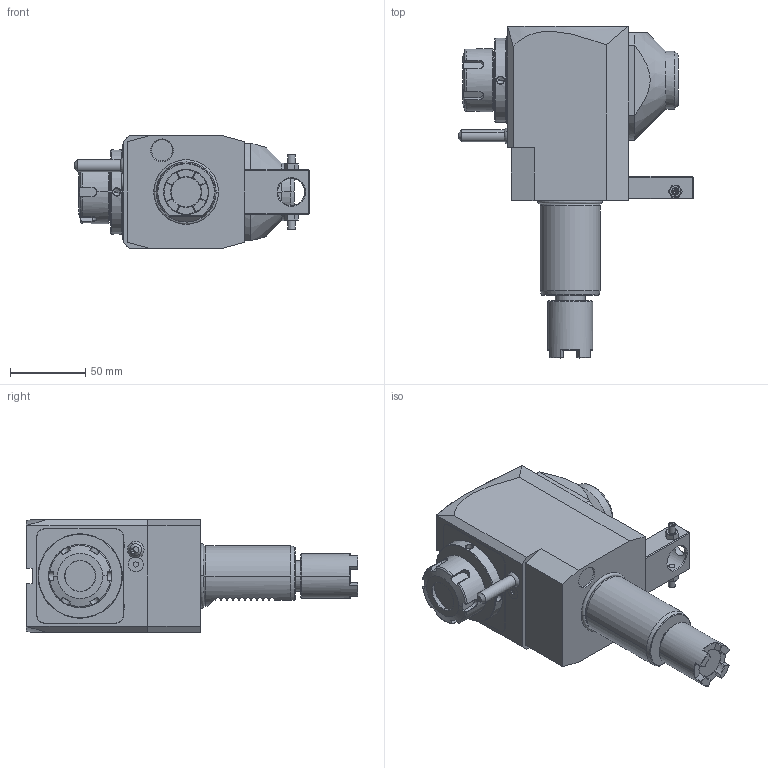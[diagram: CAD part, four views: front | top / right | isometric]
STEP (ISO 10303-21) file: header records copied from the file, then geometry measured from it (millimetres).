
FILE_DESCRIPTION((''),'2;1');
FILE_NAME('NGT1_40_251_32_3_2_80A','2021-12-01T',('vali'),('NOVA GRUP'),'PRO/ENGINEER BY PARAMETRIC TECHNOLOGY CORPORATION, 2010280','PRO/ENGINEER BY PARAMETRIC TECHNOLOGY CORPORATION, 2010280','');
FILE_SCHEMA(('CONFIG_CONTROL_DESIGN'));
Length unit declared in the file: millimetre
Products named in the file (1): NGT1_40_251_32_3_2_80A
Bounding box: 156.14 x 220.85 x 75 mm (x, y, z)
Volume: 925080.8 mm3; surface area: 79569.1 mm2
Topology: 1 solids, 1 shells, 489 faces, 1229 edges, 751 vertices
Faces by surface type: plane 224, cylinder 103, cone 91, bspline 54, torus 13, extrusion 2, sphere 2
Entity records: 20213 total; most frequent: CARTESIAN_POINT 9239, ORIENTED_EDGE 2418, DIRECTION 2001, EDGE_CURVE 1209, VERTEX_POINT 751, AXIS2_PLACEMENT_3D 689, VECTOR 623, LINE 621
